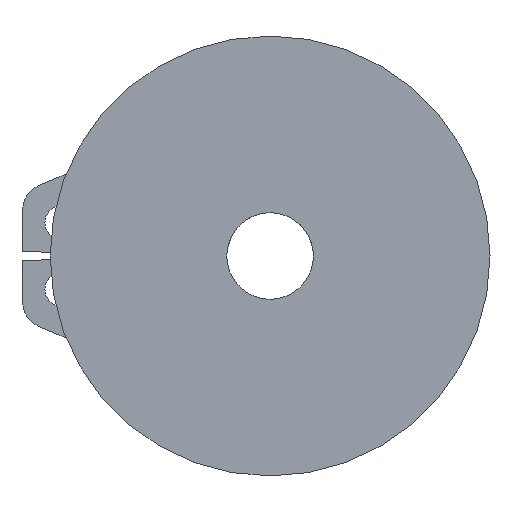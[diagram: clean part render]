
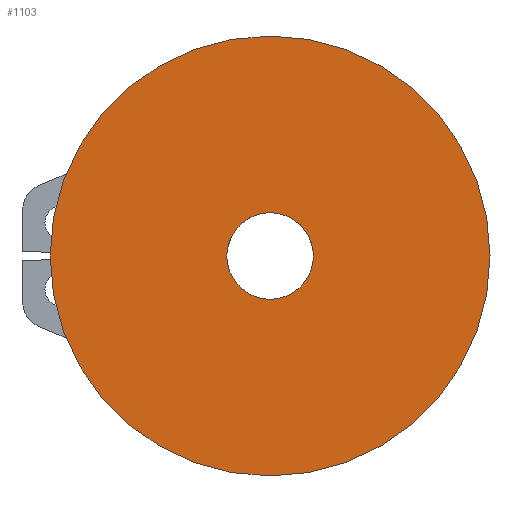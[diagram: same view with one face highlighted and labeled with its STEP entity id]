
A CAD part, left-side view. The second image highlights one B-rep face of the part: STEP entity #1103.
In plain terms, the highlighted face is planar.
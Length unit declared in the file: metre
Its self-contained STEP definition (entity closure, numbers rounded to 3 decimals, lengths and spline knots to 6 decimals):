
#89=FACE_BOUND('',#251,.T.);
#117=PLANE('',#1272);
#179=FACE_OUTER_BOUND('',#250,.T.);
#250=EDGE_LOOP('',(#966));
#251=EDGE_LOOP('',(#967));
#462=CIRCLE('',#1271,0.00762);
#463=CIRCLE('',#1273,0.0015);
#546=VERTEX_POINT('',#2584);
#547=VERTEX_POINT('',#2588);
#690=EDGE_CURVE('',#546,#546,#462,.T.);
#691=EDGE_CURVE('',#547,#547,#463,.F.);
#966=ORIENTED_EDGE('',*,*,#690,.F.);
#967=ORIENTED_EDGE('',*,*,#691,.F.);
#1103=ADVANCED_FACE('',(#179,#89),#117,.F.);
#1271=AXIS2_PLACEMENT_3D('',#2586,#1531,#1532);
#1272=AXIS2_PLACEMENT_3D('',#2587,#1533,#1534);
#1273=AXIS2_PLACEMENT_3D('',#2589,#1535,#1536);
#1531=DIRECTION('center_axis',(0.,0.,1.));
#1532=DIRECTION('ref_axis',(1.,0.,0.));
#1533=DIRECTION('center_axis',(0.,0.,1.));
#1534=DIRECTION('ref_axis',(1.,0.,0.));
#1535=DIRECTION('center_axis',(0.,0.,1.));
#1536=DIRECTION('ref_axis',(1.,0.,0.));
#2584=CARTESIAN_POINT('',(0.00762,0.,0.));
#2586=CARTESIAN_POINT('Origin',(0.,0.,0.));
#2587=CARTESIAN_POINT('Origin',(0.,0.,0.));
#2588=CARTESIAN_POINT('',(-0.0015,0.,0.));
#2589=CARTESIAN_POINT('Origin',(0.,0.,0.));
